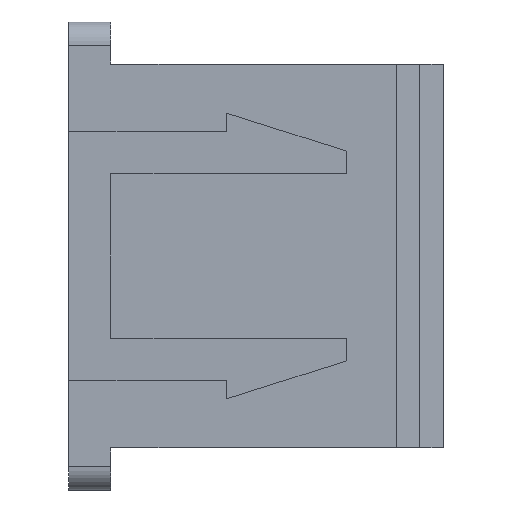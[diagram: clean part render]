
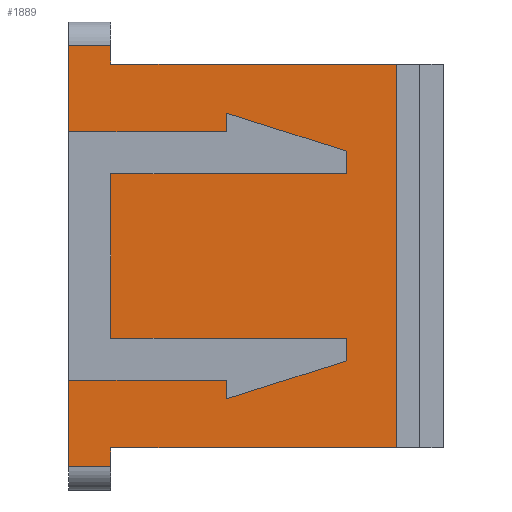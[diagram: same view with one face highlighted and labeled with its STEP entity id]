
A CAD part, front view. The second image highlights one B-rep face of the part: STEP entity #1889.
In plain terms, the highlighted planar face has unit normal (0, -1, 0).
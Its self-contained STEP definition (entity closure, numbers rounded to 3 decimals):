
#17 = ORIENTED_EDGE ( 'NONE', *, *, #738, .F. ) ;
#19 = CARTESIAN_POINT ( 'NONE',  ( 7., -2., 20.35 ) ) ;
#28 = DIRECTION ( 'NONE',  ( -1., 0., 0. ) ) ;
#42 = EDGE_CURVE ( 'NONE', #2093, #307, #1912, .T. ) ;
#94 = VECTOR ( 'NONE', #2707, 1000. ) ;
#105 = AXIS2_PLACEMENT_3D ( 'NONE', #1875, #434, #1362 ) ;
#106 = CARTESIAN_POINT ( 'NONE',  ( 5.931, -2., 14.007 ) ) ;
#109 = LINE ( 'NONE', #2236, #2747 ) ;
#126 = CARTESIAN_POINT ( 'NONE',  ( 0., -2., 13.597 ) ) ;
#185 = ORIENTED_EDGE ( 'NONE', *, *, #42, .T. ) ;
#193 = EDGE_CURVE ( 'NONE', #1338, #2093, #2911, .T. ) ;
#197 = VERTEX_POINT ( 'NONE', #1035 ) ;
#211 = VERTEX_POINT ( 'NONE', #592 ) ;
#212 = CARTESIAN_POINT ( 'NONE',  ( 0., -2., 11.75 ) ) ;
#246 = PLANE ( 'NONE',  #105 ) ;
#266 = CARTESIAN_POINT ( 'NONE',  ( -0.783, -2., 20.75 ) ) ;
#292 = LINE ( 'NONE', #2886, #545 ) ;
#296 = VECTOR ( 'NONE', #1305, 1000. ) ;
#307 = VERTEX_POINT ( 'NONE', #460 ) ;
#314 = EDGE_CURVE ( 'NONE', #1968, #2585, #2311, .T. ) ;
#328 = EDGE_CURVE ( 'NONE', #211, #197, #3040, .T. ) ;
#361 = ORIENTED_EDGE ( 'NONE', *, *, #1598, .F. ) ;
#369 = CARTESIAN_POINT ( 'NONE',  ( 0.9, -2., 14.497 ) ) ;
#381 = DIRECTION ( 'NONE',  ( -0.953, 0., 0.301 ) ) ;
#391 = VECTOR ( 'NONE', #2513, 1000. ) ;
#399 = VECTOR ( 'NONE', #695, 1000. ) ;
#400 = ORIENTED_EDGE ( 'NONE', *, *, #2466, .F. ) ;
#401 = VECTOR ( 'NONE', #2320, 1000. ) ;
#434 = DIRECTION ( 'NONE',  ( 0., 1., 0. ) ) ;
#459 = VERTEX_POINT ( 'NONE', #19 ) ;
#460 = CARTESIAN_POINT ( 'NONE',  ( 0.9, -2., 11.75 ) ) ;
#492 = VERTEX_POINT ( 'NONE', #2420 ) ;
#502 = VECTOR ( 'NONE', #2204, 1000. ) ;
#504 = EDGE_CURVE ( 'NONE', #562, #2690, #1227, .T. ) ;
#514 = ORIENTED_EDGE ( 'NONE', *, *, #504, .F. ) ;
#518 = CARTESIAN_POINT ( 'NONE',  ( 3.369, -2., 13.597 ) ) ;
#545 = VECTOR ( 'NONE', #842, 1000. ) ;
#556 = CARTESIAN_POINT ( 'NONE',  ( 0., -2., 20.75 ) ) ;
#562 = VERTEX_POINT ( 'NONE', #369 ) ;
#583 = VECTOR ( 'NONE', #2180, 1000. ) ;
#592 = CARTESIAN_POINT ( 'NONE',  ( 3.369, -2., 18.903 ) ) ;
#596 = VERTEX_POINT ( 'NONE', #2918 ) ;
#621 = LINE ( 'NONE', #1082, #1132 ) ;
#635 = ORIENTED_EDGE ( 'NONE', *, *, #2688, .T. ) ;
#656 = LINE ( 'NONE', #2977, #391 ) ;
#670 = CARTESIAN_POINT ( 'NONE',  ( 5.931, -2., 18.493 ) ) ;
#695 = DIRECTION ( 'NONE',  ( 0.953, 0., 0.301 ) ) ;
#714 = EDGE_LOOP ( 'NONE', ( #635, #1791, #1426, #1084, #2663, #2526, #361, #1548, #2544, #2240, #514, #2270, #400, #2737, #860, #1333, #1554, #185, #17, #2405 ) ) ;
#724 = LINE ( 'NONE', #2815, #399 ) ;
#738 = EDGE_CURVE ( 'NONE', #1705, #307, #656, .T. ) ;
#803 = LINE ( 'NONE', #1726, #296 ) ;
#807 = VERTEX_POINT ( 'NONE', #2164 ) ;
#811 = CARTESIAN_POINT ( 'NONE',  ( 5.931, -2., 18.003 ) ) ;
#842 = DIRECTION ( 'NONE',  ( 0., 0., -1. ) ) ;
#850 = CARTESIAN_POINT ( 'NONE',  ( 0., -2., 32.5 ) ) ;
#860 = ORIENTED_EDGE ( 'NONE', *, *, #2300, .F. ) ;
#889 = VECTOR ( 'NONE', #1525, 1000. ) ;
#906 = EDGE_CURVE ( 'NONE', #1968, #1608, #976, .T. ) ;
#945 = DIRECTION ( 'NONE',  ( -1., 0., 0. ) ) ;
#976 = LINE ( 'NONE', #266, #2845 ) ;
#1028 = VECTOR ( 'NONE', #1644, 1000. ) ;
#1035 = CARTESIAN_POINT ( 'NONE',  ( 0., -2., 18.903 ) ) ;
#1062 = VERTEX_POINT ( 'NONE', #1785 ) ;
#1082 = CARTESIAN_POINT ( 'NONE',  ( 0.9, -2., 12.15 ) ) ;
#1084 = ORIENTED_EDGE ( 'NONE', *, *, #906, .T. ) ;
#1124 = CARTESIAN_POINT ( 'NONE',  ( 0.9, -2., 21.25 ) ) ;
#1132 = VECTOR ( 'NONE', #2725, 1000. ) ;
#1147 = LINE ( 'NONE', #670, #1841 ) ;
#1187 = CARTESIAN_POINT ( 'NONE',  ( 0.9, -2., 12.15 ) ) ;
#1192 = VERTEX_POINT ( 'NONE', #518 ) ;
#1227 = LINE ( 'NONE', #1919, #583 ) ;
#1229 = VECTOR ( 'NONE', #2572, 1000. ) ;
#1271 = VECTOR ( 'NONE', #2116, 1000. ) ;
#1305 = DIRECTION ( 'NONE',  ( 1., 0., 0. ) ) ;
#1333 = ORIENTED_EDGE ( 'NONE', *, *, #2358, .F. ) ;
#1338 = VERTEX_POINT ( 'NONE', #126 ) ;
#1362 = DIRECTION ( 'NONE',  ( 0., 0., 1. ) ) ;
#1372 = VECTOR ( 'NONE', #2632, 1000. ) ;
#1426 = ORIENTED_EDGE ( 'NONE', *, *, #314, .F. ) ;
#1436 = CARTESIAN_POINT ( 'NONE',  ( 7., -2., -28.25 ) ) ;
#1519 = VECTOR ( 'NONE', #2278, 1000. ) ;
#1525 = DIRECTION ( 'NONE',  ( 0., 0., -1. ) ) ;
#1529 = CARTESIAN_POINT ( 'NONE',  ( 0.9, -2., 20.35 ) ) ;
#1537 = CARTESIAN_POINT ( 'NONE',  ( 5.931, -2., 14.007 ) ) ;
#1548 = ORIENTED_EDGE ( 'NONE', *, *, #2936, .F. ) ;
#1554 = ORIENTED_EDGE ( 'NONE', *, *, #193, .T. ) ;
#1592 = FACE_OUTER_BOUND ( 'NONE', #714, .T. ) ;
#1597 = CARTESIAN_POINT ( 'NONE',  ( 0., -2., 18.903 ) ) ;
#1598 = EDGE_CURVE ( 'NONE', #492, #211, #2126, .T. ) ;
#1608 = VERTEX_POINT ( 'NONE', #556 ) ;
#1616 = VECTOR ( 'NONE', #945, 1000. ) ;
#1622 = EDGE_CURVE ( 'NONE', #1062, #2073, #724, .T. ) ;
#1632 = LINE ( 'NONE', #1436, #1372 ) ;
#1644 = DIRECTION ( 'NONE',  ( 0., 0., -1. ) ) ;
#1646 = CARTESIAN_POINT ( 'NONE',  ( 0.9, -2., 18.003 ) ) ;
#1696 = LINE ( 'NONE', #2607, #1271 ) ;
#1705 = VERTEX_POINT ( 'NONE', #1187 ) ;
#1726 = CARTESIAN_POINT ( 'NONE',  ( 0., -2., 13.597 ) ) ;
#1757 = CARTESIAN_POINT ( 'NONE',  ( 0.9, -2., 20.75 ) ) ;
#1770 = LINE ( 'NONE', #1537, #94 ) ;
#1785 = CARTESIAN_POINT ( 'NONE',  ( 3.369, -2., 13.197 ) ) ;
#1791 = ORIENTED_EDGE ( 'NONE', *, *, #2029, .F. ) ;
#1827 = EDGE_CURVE ( 'NONE', #2690, #1925, #2704, .T. ) ;
#1841 = VECTOR ( 'NONE', #2741, 1000. ) ;
#1875 = CARTESIAN_POINT ( 'NONE',  ( -0.783, -2., -28.25 ) ) ;
#1889 = ADVANCED_FACE ( 'NONE', ( #1592 ), #246, .F. ) ;
#1912 = LINE ( 'NONE', #2638, #401 ) ;
#1919 = CARTESIAN_POINT ( 'NONE',  ( 0.9, -2., 14.497 ) ) ;
#1925 = VERTEX_POINT ( 'NONE', #2348 ) ;
#1941 = VERTEX_POINT ( 'NONE', #2122 ) ;
#1968 = VERTEX_POINT ( 'NONE', #1757 ) ;
#2024 = DIRECTION ( 'NONE',  ( 1., 0., 0. ) ) ;
#2029 = EDGE_CURVE ( 'NONE', #2585, #459, #2248, .T. ) ;
#2034 = EDGE_CURVE ( 'NONE', #1941, #1705, #621, .T. ) ;
#2073 = VERTEX_POINT ( 'NONE', #106 ) ;
#2093 = VERTEX_POINT ( 'NONE', #212 ) ;
#2109 = CARTESIAN_POINT ( 'NONE',  ( 0.9, -2., 20.35 ) ) ;
#2116 = DIRECTION ( 'NONE',  ( 0., 0., -1. ) ) ;
#2122 = CARTESIAN_POINT ( 'NONE',  ( 7., -2., 12.15 ) ) ;
#2126 = LINE ( 'NONE', #2323, #1028 ) ;
#2164 = CARTESIAN_POINT ( 'NONE',  ( 5.931, -2., 14.497 ) ) ;
#2166 = VECTOR ( 'NONE', #2024, 1000. ) ;
#2180 = DIRECTION ( 'NONE',  ( 0., 0., 1. ) ) ;
#2204 = DIRECTION ( 'NONE',  ( 1., 0., 0. ) ) ;
#2236 = CARTESIAN_POINT ( 'NONE',  ( 3.369, -2., 19.303 ) ) ;
#2240 = ORIENTED_EDGE ( 'NONE', *, *, #1827, .F. ) ;
#2248 = LINE ( 'NONE', #1529, #502 ) ;
#2270 = ORIENTED_EDGE ( 'NONE', *, *, #2708, .F. ) ;
#2278 = DIRECTION ( 'NONE',  ( 0., 0., -1. ) ) ;
#2300 = EDGE_CURVE ( 'NONE', #1192, #1062, #1696, .T. ) ;
#2311 = LINE ( 'NONE', #1124, #1519 ) ;
#2320 = DIRECTION ( 'NONE',  ( 1., 0., 0. ) ) ;
#2323 = CARTESIAN_POINT ( 'NONE',  ( 3.369, -2., 18.903 ) ) ;
#2348 = CARTESIAN_POINT ( 'NONE',  ( 5.931, -2., 18.003 ) ) ;
#2355 = LINE ( 'NONE', #2571, #1616 ) ;
#2358 = EDGE_CURVE ( 'NONE', #1338, #1192, #803, .T. ) ;
#2405 = ORIENTED_EDGE ( 'NONE', *, *, #2034, .F. ) ;
#2420 = CARTESIAN_POINT ( 'NONE',  ( 3.369, -2., 19.303 ) ) ;
#2466 = EDGE_CURVE ( 'NONE', #2073, #807, #1770, .T. ) ;
#2513 = DIRECTION ( 'NONE',  ( 0., 0., -1. ) ) ;
#2526 = ORIENTED_EDGE ( 'NONE', *, *, #328, .F. ) ;
#2544 = ORIENTED_EDGE ( 'NONE', *, *, #3017, .F. ) ;
#2571 = CARTESIAN_POINT ( 'NONE',  ( 5.931, -2., 14.497 ) ) ;
#2572 = DIRECTION ( 'NONE',  ( -1., 0., 0. ) ) ;
#2585 = VERTEX_POINT ( 'NONE', #2109 ) ;
#2607 = CARTESIAN_POINT ( 'NONE',  ( 3.369, -2., 13.597 ) ) ;
#2632 = DIRECTION ( 'NONE',  ( 0., 0., 1. ) ) ;
#2638 = CARTESIAN_POINT ( 'NONE',  ( -0.783, -2., 11.75 ) ) ;
#2663 = ORIENTED_EDGE ( 'NONE', *, *, #2863, .T. ) ;
#2688 = EDGE_CURVE ( 'NONE', #1941, #459, #1632, .T. ) ;
#2690 = VERTEX_POINT ( 'NONE', #1646 ) ;
#2704 = LINE ( 'NONE', #811, #2166 ) ;
#2707 = DIRECTION ( 'NONE',  ( 0., 0., 1. ) ) ;
#2708 = EDGE_CURVE ( 'NONE', #807, #562, #2355, .T. ) ;
#2725 = DIRECTION ( 'NONE',  ( -1., 0., 0. ) ) ;
#2737 = ORIENTED_EDGE ( 'NONE', *, *, #1622, .F. ) ;
#2741 = DIRECTION ( 'NONE',  ( 0., 0., 1. ) ) ;
#2747 = VECTOR ( 'NONE', #381, 1000. ) ;
#2815 = CARTESIAN_POINT ( 'NONE',  ( 3.369, -2., 13.197 ) ) ;
#2845 = VECTOR ( 'NONE', #28, 1000. ) ;
#2863 = EDGE_CURVE ( 'NONE', #1608, #197, #292, .T. ) ;
#2886 = CARTESIAN_POINT ( 'NONE',  ( 0., -2., 0. ) ) ;
#2911 = LINE ( 'NONE', #850, #889 ) ;
#2918 = CARTESIAN_POINT ( 'NONE',  ( 5.931, -2., 18.493 ) ) ;
#2936 = EDGE_CURVE ( 'NONE', #596, #492, #109, .T. ) ;
#2977 = CARTESIAN_POINT ( 'NONE',  ( 0.9, -2., 11.25 ) ) ;
#3017 = EDGE_CURVE ( 'NONE', #1925, #596, #1147, .T. ) ;
#3040 = LINE ( 'NONE', #1597, #1229 ) ;
